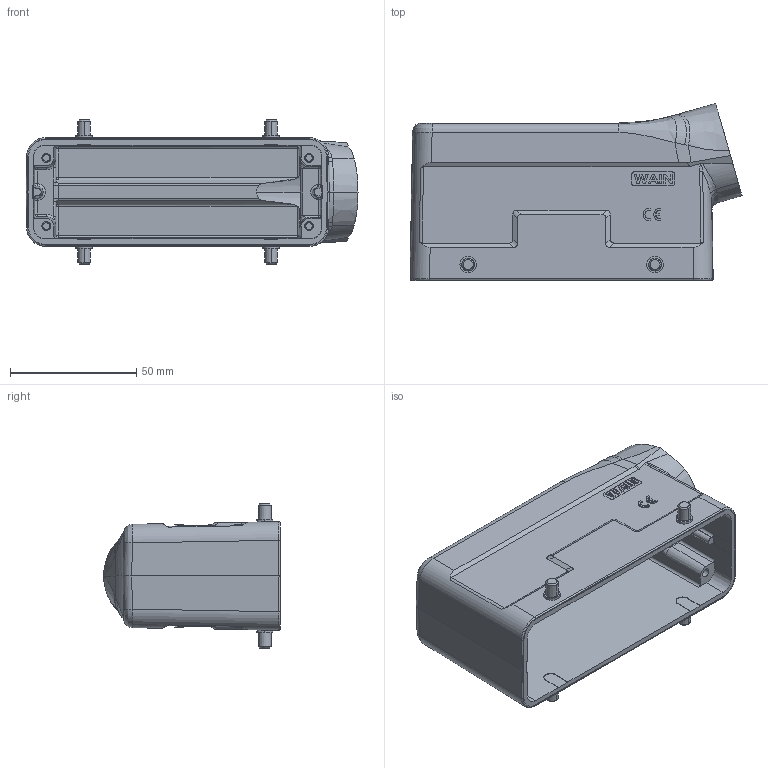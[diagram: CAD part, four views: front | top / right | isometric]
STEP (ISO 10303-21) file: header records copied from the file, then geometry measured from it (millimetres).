
FILE_DESCRIPTION((''),'2;1');
FILE_NAME('3D_1112245301002_EMC_W24B-SE-4B','2024-01-27T',('13034'),(''),'PRO/ENGINEER BY PARAMETRIC TECHNOLOGY CORPORATION, 2012480','PRO/ENGINEER BY PARAMETRIC TECHNOLOGY CORPORATION, 2012480','');
FILE_SCHEMA(('CONFIG_CONTROL_DESIGN'));
Length unit declared in the file: millimetre
Products named in the file (1): 3D_1112245301002_EMC_W24B-SE-4B
Bounding box: 131.4 x 70.04 x 57 mm (x, y, z)
Volume: 72859.1 mm3; surface area: 48250.3 mm2
Topology: 1 solids, 1 shells, 419 faces, 1082 edges, 685 vertices
Faces by surface type: plane 209, cylinder 125, bspline 36, cone 28, sphere 12, torus 8, revolution 1
Entity records: 14956 total; most frequent: CARTESIAN_POINT 5144, ORIENTED_EDGE 2140, DIRECTION 1839, EDGE_CURVE 1070, VERTEX_POINT 685, VECTOR 650, LINE 650, AXIS2_PLACEMENT_3D 594
